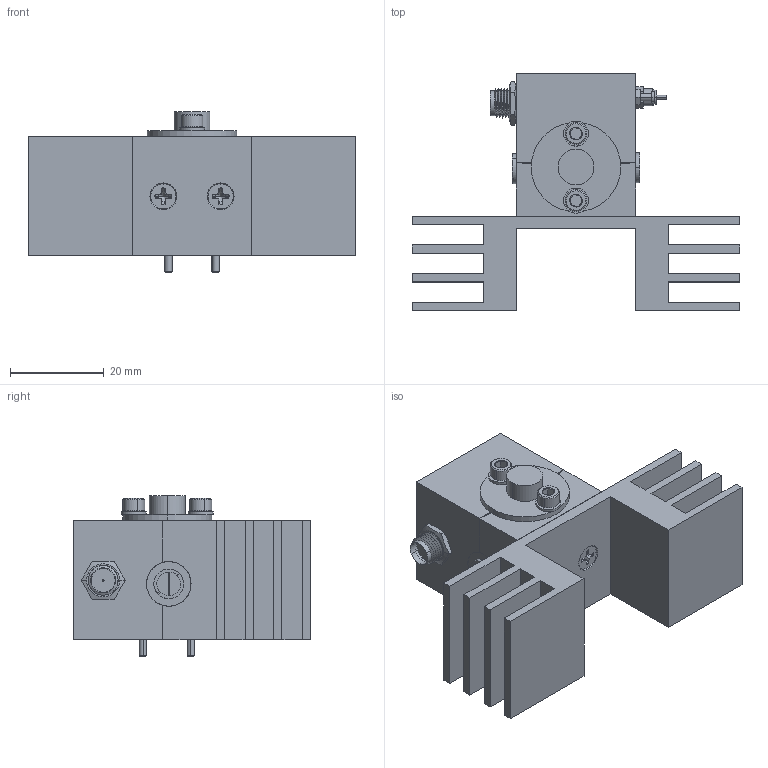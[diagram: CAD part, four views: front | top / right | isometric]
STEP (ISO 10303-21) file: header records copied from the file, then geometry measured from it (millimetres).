
FILE_DESCRIPTION (( 'STEP AP203' ), '1' );
FILE_NAME ('SOV-60305216-15-G1.STEP', '2019-03-12T22:42:54', ( '' ), ( '' ), 'SwSTEP 2.0', 'SolidWorks 2016', '' );
FILE_SCHEMA (( 'CONFIG_CONTROL_DESIGN' ));
Products named in the file (1): SOV-60305216-15-G1
Bounding box: 69.85 x 50.55 x 34.23 mm (x, y, z)
Volume: 31399 mm3; surface area: 25203 mm2
Topology: 34 solids, 34 shells, 1358 faces, 3515 edges, 2211 vertices
Faces by surface type: cylinder 682, plane 373, cone 277, bspline 24, torus 2
Entity records: 54135 total; most frequent: CARTESIAN_POINT 23789, ORIENTED_EDGE 6854, DIRECTION 5824, EDGE_CURVE 3427, VERTEX_POINT 2211, AXIS2_PLACEMENT_3D 2165, LINE 1494, VECTOR 1494
